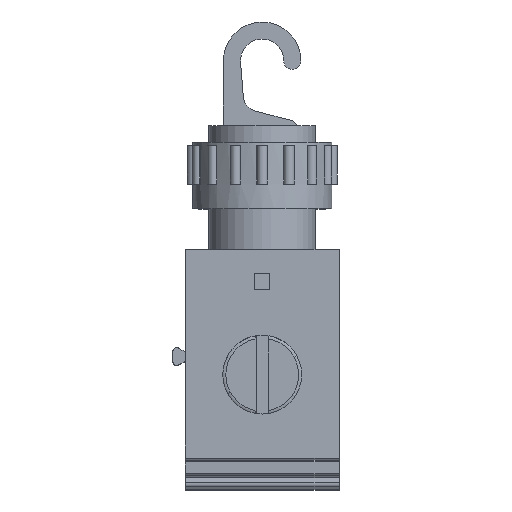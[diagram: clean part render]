
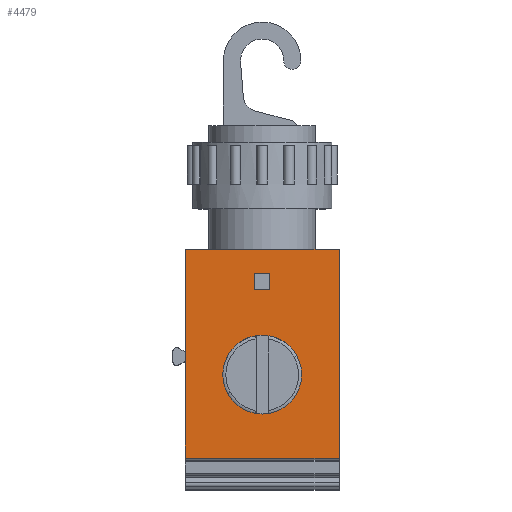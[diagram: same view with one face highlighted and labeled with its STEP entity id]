
A CAD part, top view. The second image highlights one B-rep face of the part: STEP entity #4479.
In plain terms, the highlighted planar face has unit normal (0, 0, 1).
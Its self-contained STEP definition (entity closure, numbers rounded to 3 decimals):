
#4419=AXIS2_PLACEMENT_3D('Plane Axis2P3D',#4416,#4417,#4418) ;
#4463=AXIS2_PLACEMENT_3D('Circle Axis2P3D',#4461,#4462,$) ;
#4472=AXIS2_PLACEMENT_3D('Circle Axis2P3D',#4470,#4471,$) ;
#4329=CARTESIAN_POINT('Vertex',(0.5,-2.6,15.8)) ;
#4336=CARTESIAN_POINT('Vertex',(-0.5,-2.6,15.8)) ;
#4339=CARTESIAN_POINT('Line Origine',(0.,-2.6,15.8)) ;
#4360=CARTESIAN_POINT('Vertex',(-0.5,-1.6,15.8)) ;
#4363=CARTESIAN_POINT('Line Origine',(-0.5,-2.1,15.8)) ;
#4384=CARTESIAN_POINT('Vertex',(0.5,-1.6,15.8)) ;
#4387=CARTESIAN_POINT('Line Origine',(0.,-1.6,15.8)) ;
#4404=CARTESIAN_POINT('Line Origine',(0.5,-2.1,15.8)) ;
#4416=CARTESIAN_POINT('Axis2P3D Location',(0.,-13.49,15.8)) ;
#4421=CARTESIAN_POINT('Line Origine',(0.,0.,15.8)) ;
#4425=CARTESIAN_POINT('Vertex',(-4.97,0.,15.8)) ;
#4427=CARTESIAN_POINT('Vertex',(4.97,0.,15.8)) ;
#4430=CARTESIAN_POINT('Line Origine',(-4.97,-6.745,15.8)) ;
#4434=CARTESIAN_POINT('Vertex',(-4.97,-13.49,15.8)) ;
#4437=CARTESIAN_POINT('Line Origine',(0.,-13.49,15.8)) ;
#4441=CARTESIAN_POINT('Vertex',(4.97,-13.49,15.8)) ;
#4444=CARTESIAN_POINT('Line Origine',(4.97,-6.745,15.8)) ;
#4461=CARTESIAN_POINT('Axis2P3D Location',(0.,-8.1,15.8)) ;
#4465=CARTESIAN_POINT('Vertex',(-2.55,-8.1,15.8)) ;
#4467=CARTESIAN_POINT('Vertex',(2.55,-8.1,15.8)) ;
#4470=CARTESIAN_POINT('Axis2P3D Location',(0.,-8.1,15.8)) ;
#4340=DIRECTION('Vector Direction',(1.,0.,0.)) ;
#4364=DIRECTION('Vector Direction',(0.,1.,0.)) ;
#4388=DIRECTION('Vector Direction',(1.,0.,0.)) ;
#4405=DIRECTION('Vector Direction',(0.,1.,0.)) ;
#4417=DIRECTION('Axis2P3D Direction',(0.,0.,-1.)) ;
#4418=DIRECTION('Axis2P3D XDirection',(0.,1.,0.)) ;
#4422=DIRECTION('Vector Direction',(1.,0.,0.)) ;
#4431=DIRECTION('Vector Direction',(0.,1.,0.)) ;
#4438=DIRECTION('Vector Direction',(1.,0.,0.)) ;
#4445=DIRECTION('Vector Direction',(0.,1.,0.)) ;
#4462=DIRECTION('Axis2P3D Direction',(0.,0.,-1.)) ;
#4471=DIRECTION('Axis2P3D Direction',(0.,0.,-1.)) ;
#4341=VECTOR('Line Direction',#4340,1.) ;
#4365=VECTOR('Line Direction',#4364,1.) ;
#4389=VECTOR('Line Direction',#4388,1.) ;
#4406=VECTOR('Line Direction',#4405,1.) ;
#4423=VECTOR('Line Direction',#4422,1.) ;
#4432=VECTOR('Line Direction',#4431,1.) ;
#4439=VECTOR('Line Direction',#4438,1.) ;
#4446=VECTOR('Line Direction',#4445,1.) ;
#4450=ORIENTED_EDGE('',*,*,#4429,.F.) ;
#4451=ORIENTED_EDGE('',*,*,#4436,.T.) ;
#4452=ORIENTED_EDGE('',*,*,#4443,.T.) ;
#4453=ORIENTED_EDGE('',*,*,#4448,.F.) ;
#4456=ORIENTED_EDGE('',*,*,#4367,.F.) ;
#4457=ORIENTED_EDGE('',*,*,#4391,.T.) ;
#4458=ORIENTED_EDGE('',*,*,#4408,.T.) ;
#4459=ORIENTED_EDGE('',*,*,#4343,.F.) ;
#4476=ORIENTED_EDGE('',*,*,#4469,.T.) ;
#4477=ORIENTED_EDGE('',*,*,#4474,.T.) ;
#4460=FACE_BOUND('',#4455,.T.) ;
#4478=FACE_BOUND('',#4475,.T.) ;
#4479=ADVANCED_FACE('housing',(#4454,#4460,#4478),#4420,.F.) ;
#4464=CIRCLE('generated circle',#4463,2.55) ;
#4473=CIRCLE('generated circle',#4472,2.55) ;
#4343=EDGE_CURVE('',#4337,#4330,#4342,.T.) ;
#4367=EDGE_CURVE('',#4361,#4337,#4366,.F.) ;
#4391=EDGE_CURVE('',#4361,#4385,#4390,.T.) ;
#4408=EDGE_CURVE('',#4385,#4330,#4407,.F.) ;
#4429=EDGE_CURVE('',#4426,#4428,#4424,.T.) ;
#4436=EDGE_CURVE('',#4426,#4435,#4433,.F.) ;
#4443=EDGE_CURVE('',#4435,#4442,#4440,.T.) ;
#4448=EDGE_CURVE('',#4428,#4442,#4447,.F.) ;
#4469=EDGE_CURVE('',#4466,#4468,#4464,.T.) ;
#4474=EDGE_CURVE('',#4468,#4466,#4473,.T.) ;
#4449=EDGE_LOOP('',(#4450,#4451,#4452,#4453)) ;
#4455=EDGE_LOOP('',(#4456,#4457,#4458,#4459)) ;
#4475=EDGE_LOOP('',(#4476,#4477)) ;
#4454=FACE_OUTER_BOUND('',#4449,.T.) ;
#4342=LINE('Line',#4339,#4341) ;
#4366=LINE('Line',#4363,#4365) ;
#4390=LINE('Line',#4387,#4389) ;
#4407=LINE('Line',#4404,#4406) ;
#4424=LINE('Line',#4421,#4423) ;
#4433=LINE('Line',#4430,#4432) ;
#4440=LINE('Line',#4437,#4439) ;
#4447=LINE('Line',#4444,#4446) ;
#4420=PLANE('',#4419) ;
#4330=VERTEX_POINT('',#4329) ;
#4337=VERTEX_POINT('',#4336) ;
#4361=VERTEX_POINT('',#4360) ;
#4385=VERTEX_POINT('',#4384) ;
#4426=VERTEX_POINT('',#4425) ;
#4428=VERTEX_POINT('',#4427) ;
#4435=VERTEX_POINT('',#4434) ;
#4442=VERTEX_POINT('',#4441) ;
#4466=VERTEX_POINT('',#4465) ;
#4468=VERTEX_POINT('',#4467) ;
